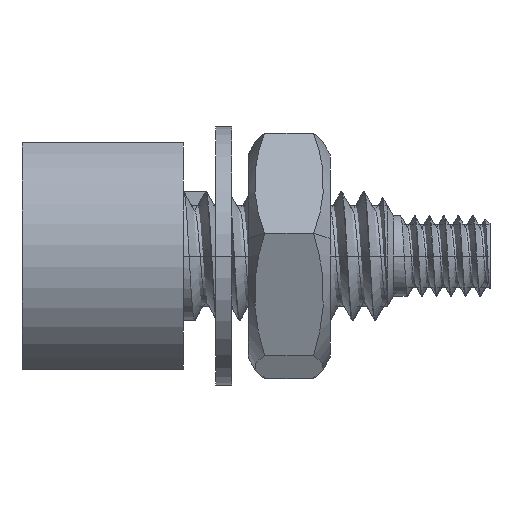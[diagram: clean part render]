
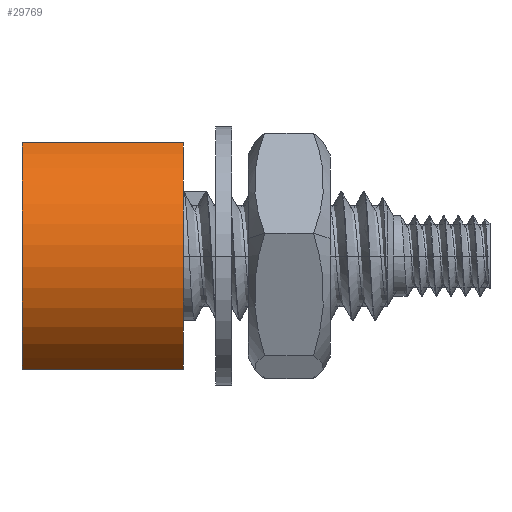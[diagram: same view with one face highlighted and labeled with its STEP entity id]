
A CAD part, left-side view. The second image highlights one B-rep face of the part: STEP entity #29769.
In plain terms, the highlighted cylindrical face has radius 3.937 mm (diameter 7.874 mm), a partial arc.
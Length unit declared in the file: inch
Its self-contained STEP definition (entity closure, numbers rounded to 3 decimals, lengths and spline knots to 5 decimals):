
#24657=CARTESIAN_POINT('',(0.,0.,0.));
#24658=DIRECTION('',(-1.,0.,0.));
#24659=DIRECTION('',(0.,-0.455,-0.89));
#24660=AXIS2_PLACEMENT_3D('',#24657,#24658,#24659);
#26769=DIRECTION('',(-1.,0.,0.));
#26770=VECTOR('',#26769,0.197);
#26771=CARTESIAN_POINT('',(0.197,-0.07058,0.138));
#26772=LINE('',#26771,#26770);
#26773=CARTESIAN_POINT('',(0.197,0.,0.));
#26774=DIRECTION('',(-1.,0.,0.));
#26775=DIRECTION('',(0.,-0.455,-0.89));
#26776=AXIS2_PLACEMENT_3D('',#26773,#26774,#26775);
#26778=DIRECTION('',(-1.,0.,0.));
#26779=VECTOR('',#26778,0.197);
#26780=CARTESIAN_POINT('',(0.197,-0.07058,-0.138));
#26781=LINE('',#26780,#26779);
#26845=CARTESIAN_POINT('',(0.197,-0.07058,0.138));
#26847=VERTEX_POINT('',#26845);
#26848=CARTESIAN_POINT('',(0.197,-0.07058,-0.138));
#26850=VERTEX_POINT('',#26848);
#26852=CARTESIAN_POINT('',(0.,-0.07058,0.138));
#26853=VERTEX_POINT('',#26852);
#26854=CARTESIAN_POINT('',(0.,-0.07058,-0.138));
#26855=VERTEX_POINT('',#26854);
#29757=CARTESIAN_POINT('',(0.59955,0.,0.));
#29758=DIRECTION('',(-1.,0.,0.));
#29759=DIRECTION('',(0.,0.,-1.));
#29760=AXIS2_PLACEMENT_3D('',#29757,#29758,#29759);
#29761=CYLINDRICAL_SURFACE('',#29760,0.155);
#29762=ORIENTED_EDGE('',*,*,#29749,.F.);
#29763=ORIENTED_EDGE('',*,*,#29734,.F.);
#29765=ORIENTED_EDGE('',*,*,#29764,.T.);
#29766=ORIENTED_EDGE('',*,*,#27011,.T.);
#29767=EDGE_LOOP('',(#29762,#29763,#29765,#29766));
#29768=FACE_OUTER_BOUND('',#29767,.F.);
#29769=ADVANCED_FACE('',(#29768),#29761,.T.);
#24661=CIRCLE('',#24660,0.155);
#26777=CIRCLE('',#26776,0.155);
#27011=EDGE_CURVE('',#26855,#26853,#24661,.T.);
#29734=EDGE_CURVE('',#26850,#26847,#26777,.T.);
#29749=EDGE_CURVE('',#26847,#26853,#26772,.T.);
#29764=EDGE_CURVE('',#26850,#26855,#26781,.T.);
